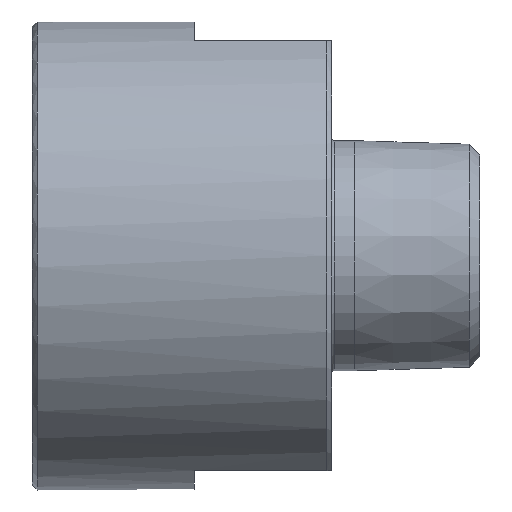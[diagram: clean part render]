
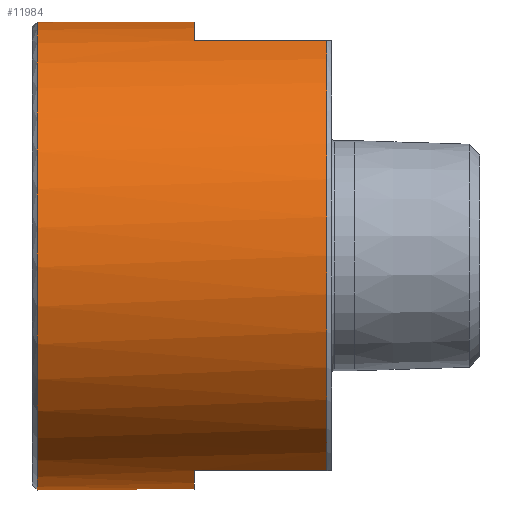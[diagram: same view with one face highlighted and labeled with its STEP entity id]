
A CAD part, front view. The second image highlights one B-rep face of the part: STEP entity #11984.
In plain terms, the highlighted cylindrical face has radius 27.25 mm (diameter 54.5 mm), a full revolution.
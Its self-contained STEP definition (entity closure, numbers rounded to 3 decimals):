
#98 = VERTEX_POINT ( 'NONE', #1680 ) ;
#163 = ORIENTED_EDGE ( 'NONE', *, *, #5131, .T. ) ;
#189 = EDGE_LOOP ( 'NONE', ( #14762, #6591, #13660, #13496, #8618, #6001, #15344, #163 ) ) ;
#531 = EDGE_CURVE ( 'NONE', #3952, #3952, #12080, .T. ) ;
#721 = VERTEX_POINT ( 'NONE', #3665 ) ;
#737 = LINE ( 'NONE', #11702, #8295 ) ;
#1476 = CARTESIAN_POINT ( 'NONE',  ( 0.55, 0., 0. ) ) ;
#1680 = CARTESIAN_POINT ( 'NONE',  ( 34.24, 10.843, -25. ) ) ;
#1773 = VECTOR ( 'NONE', #15420, 1000. ) ;
#1966 = DIRECTION ( 'NONE',  ( -1., 0., 0. ) ) ;
#2251 = EDGE_CURVE ( 'NONE', #3059, #12977, #8677, .T. ) ;
#2328 = DIRECTION ( 'NONE',  ( -1., 0., 0. ) ) ;
#2451 = CIRCLE ( 'NONE', #11216, 27.25 ) ;
#2455 = CARTESIAN_POINT ( 'NONE',  ( 0., 10.843, -25. ) ) ;
#2465 = EDGE_LOOP ( 'NONE', ( #4621 ) ) ;
#3004 = DIRECTION ( 'NONE',  ( -1., 0., 0. ) ) ;
#3059 = VERTEX_POINT ( 'NONE', #13361 ) ;
#3239 = DIRECTION ( 'NONE',  ( -1., 0., 0. ) ) ;
#3245 = FACE_OUTER_BOUND ( 'NONE', #189, .T. ) ;
#3665 = CARTESIAN_POINT ( 'NONE',  ( 18.79, 10.843, 25. ) ) ;
#3757 = CARTESIAN_POINT ( 'NONE',  ( 0., -10.843, 25. ) ) ;
#3890 = CARTESIAN_POINT ( 'NONE',  ( 18.79, 0., 0. ) ) ;
#3952 = VERTEX_POINT ( 'NONE', #7539 ) ;
#4496 = DIRECTION ( 'NONE',  ( 0., 0., 1. ) ) ;
#4621 = ORIENTED_EDGE ( 'NONE', *, *, #531, .T. ) ;
#4671 = AXIS2_PLACEMENT_3D ( 'NONE', #8300, #4763, #10804 ) ;
#4763 = DIRECTION ( 'NONE',  ( -1., 0., 0. ) ) ;
#5131 = EDGE_CURVE ( 'NONE', #9321, #721, #10866, .T. ) ;
#6001 = ORIENTED_EDGE ( 'NONE', *, *, #2251, .T. ) ;
#6065 = LINE ( 'NONE', #2455, #1773 ) ;
#6314 = DIRECTION ( 'NONE',  ( -1., 0., 0. ) ) ;
#6591 = ORIENTED_EDGE ( 'NONE', *, *, #8890, .T. ) ;
#6842 = DIRECTION ( 'NONE',  ( 0., 0., -1. ) ) ;
#6926 = DIRECTION ( 'NONE',  ( -1., 0., 0. ) ) ;
#7203 = DIRECTION ( 'NONE',  ( 0., 0., -1. ) ) ;
#7247 = VERTEX_POINT ( 'NONE', #14367 ) ;
#7297 = VECTOR ( 'NONE', #3004, 1000. ) ;
#7351 = CARTESIAN_POINT ( 'NONE',  ( 0., 10.843, 25. ) ) ;
#7360 = DIRECTION ( 'NONE',  ( 1., 0., 0. ) ) ;
#7539 = CARTESIAN_POINT ( 'NONE',  ( 0.55, 0., -27.25 ) ) ;
#7565 = AXIS2_PLACEMENT_3D ( 'NONE', #8080, #10523, #15334 ) ;
#7726 = EDGE_CURVE ( 'NONE', #11492, #721, #11318, .T. ) ;
#7823 = EDGE_CURVE ( 'NONE', #3059, #10666, #737, .T. ) ;
#7943 = CARTESIAN_POINT ( 'NONE',  ( 34.24, 10.843, 25. ) ) ;
#8080 = CARTESIAN_POINT ( 'NONE',  ( 0., 0., 0. ) ) ;
#8295 = VECTOR ( 'NONE', #1966, 1000. ) ;
#8300 = CARTESIAN_POINT ( 'NONE',  ( 34.24, 0., 0. ) ) ;
#8618 = ORIENTED_EDGE ( 'NONE', *, *, #7823, .F. ) ;
#8677 = CIRCLE ( 'NONE', #4671, 27.25 ) ;
#8870 = AXIS2_PLACEMENT_3D ( 'NONE', #14147, #3239, #6842 ) ;
#8890 = EDGE_CURVE ( 'NONE', #11492, #98, #13849, .T. ) ;
#8935 = AXIS2_PLACEMENT_3D ( 'NONE', #1476, #7360, #7203 ) ;
#9318 = EDGE_CURVE ( 'NONE', #12977, #9321, #14505, .T. ) ;
#9321 = VERTEX_POINT ( 'NONE', #13323 ) ;
#10523 = DIRECTION ( 'NONE',  ( -1., 0., 0. ) ) ;
#10573 = AXIS2_PLACEMENT_3D ( 'NONE', #10610, #6926, #4496 ) ;
#10606 = CYLINDRICAL_SURFACE ( 'NONE', #7565, 27.25 ) ;
#10610 = CARTESIAN_POINT ( 'NONE',  ( 34.24, 0., 0. ) ) ;
#10666 = VERTEX_POINT ( 'NONE', #15342 ) ;
#10804 = DIRECTION ( 'NONE',  ( 0., 0., 1. ) ) ;
#10827 = EDGE_CURVE ( 'NONE', #98, #7247, #6065, .T. ) ;
#10854 = DIRECTION ( 'NONE',  ( 0., 0., -1. ) ) ;
#10866 = CIRCLE ( 'NONE', #8870, 27.25 ) ;
#11216 = AXIS2_PLACEMENT_3D ( 'NONE', #3890, #6314, #10854 ) ;
#11318 = LINE ( 'NONE', #7351, #7297 ) ;
#11492 = VERTEX_POINT ( 'NONE', #7943 ) ;
#11568 = VECTOR ( 'NONE', #2328, 1000. ) ;
#11702 = CARTESIAN_POINT ( 'NONE',  ( 0., -10.843, -25. ) ) ;
#11984 = ADVANCED_FACE ( 'NONE', ( #14229, #3245 ), #10606, .T. ) ;
#12080 = CIRCLE ( 'NONE', #8935, 27.25 ) ;
#12977 = VERTEX_POINT ( 'NONE', #13190 ) ;
#13190 = CARTESIAN_POINT ( 'NONE',  ( 34.24, -10.843, 25. ) ) ;
#13323 = CARTESIAN_POINT ( 'NONE',  ( 18.79, -10.843, 25. ) ) ;
#13361 = CARTESIAN_POINT ( 'NONE',  ( 34.24, -10.843, -25. ) ) ;
#13496 = ORIENTED_EDGE ( 'NONE', *, *, #14355, .T. ) ;
#13660 = ORIENTED_EDGE ( 'NONE', *, *, #10827, .T. ) ;
#13849 = CIRCLE ( 'NONE', #10573, 27.25 ) ;
#14147 = CARTESIAN_POINT ( 'NONE',  ( 18.79, 0., 0. ) ) ;
#14229 = FACE_OUTER_BOUND ( 'NONE', #2465, .T. ) ;
#14355 = EDGE_CURVE ( 'NONE', #7247, #10666, #2451, .T. ) ;
#14367 = CARTESIAN_POINT ( 'NONE',  ( 18.79, 10.843, -25. ) ) ;
#14505 = LINE ( 'NONE', #3757, #11568 ) ;
#14762 = ORIENTED_EDGE ( 'NONE', *, *, #7726, .F. ) ;
#15334 = DIRECTION ( 'NONE',  ( 0., 0., 1. ) ) ;
#15342 = CARTESIAN_POINT ( 'NONE',  ( 18.79, -10.843, -25. ) ) ;
#15344 = ORIENTED_EDGE ( 'NONE', *, *, #9318, .T. ) ;
#15420 = DIRECTION ( 'NONE',  ( -1., 0., 0. ) ) ;
